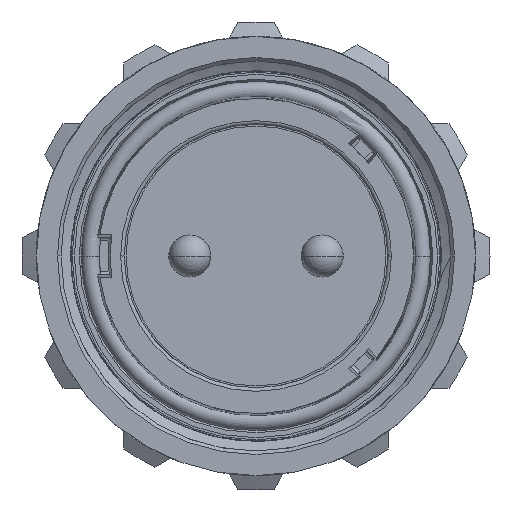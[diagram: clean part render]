
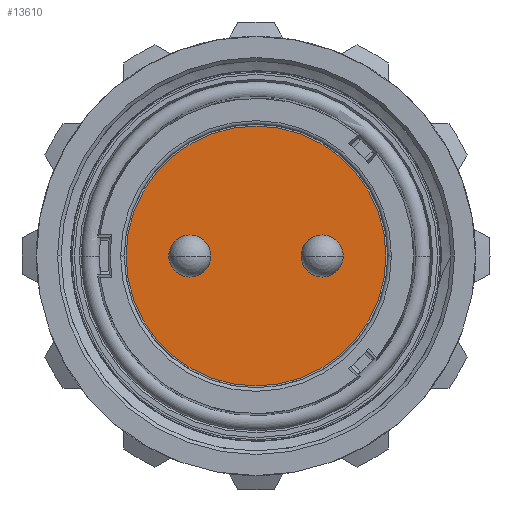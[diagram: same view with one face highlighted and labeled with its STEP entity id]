
A CAD part, left-side view. The second image highlights one B-rep face of the part: STEP entity #13610.
In plain terms, the highlighted planar face has unit normal (-1, 0, 0).
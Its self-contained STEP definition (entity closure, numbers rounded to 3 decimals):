
#6884=CARTESIAN_POINT('',(32.4,0.,0.));
#6885=DIRECTION('',(1.,0.,0.));
#6886=DIRECTION('',(0.,-1.,0.));
#6887=AXIS2_PLACEMENT_3D('',#6884,#6885,#6886);
#6889=CARTESIAN_POINT('',(32.4,0.,0.));
#6890=DIRECTION('',(1.,0.,0.));
#6891=DIRECTION('',(0.,1.,0.));
#6892=AXIS2_PLACEMENT_3D('',#6889,#6890,#6891);
#6894=CARTESIAN_POINT('',(32.4,5.5,0.));
#6895=DIRECTION('',(-1.,0.,0.));
#6896=DIRECTION('',(0.,-1.,0.));
#6897=AXIS2_PLACEMENT_3D('',#6894,#6895,#6896);
#6899=CARTESIAN_POINT('',(32.4,5.5,0.));
#6900=DIRECTION('',(-1.,0.,0.));
#6901=DIRECTION('',(0.,1.,0.));
#6902=AXIS2_PLACEMENT_3D('',#6899,#6900,#6901);
#6904=CARTESIAN_POINT('',(32.4,-5.5,0.));
#6905=DIRECTION('',(-1.,0.,0.));
#6906=DIRECTION('',(0.,-1.,0.));
#6907=AXIS2_PLACEMENT_3D('',#6904,#6905,#6906);
#6909=CARTESIAN_POINT('',(32.4,-5.5,0.));
#6910=DIRECTION('',(-1.,0.,0.));
#6911=DIRECTION('',(0.,1.,0.));
#6912=AXIS2_PLACEMENT_3D('',#6909,#6910,#6911);
#6970=CARTESIAN_POINT('',(32.4,-10.8,0.));
#6972=VERTEX_POINT('',#6970);
#6975=CARTESIAN_POINT('',(32.4,10.8,0.));
#6977=VERTEX_POINT('',#6975);
#7681=CARTESIAN_POINT('',(32.4,3.75,0.));
#7682=CARTESIAN_POINT('',(32.4,7.25,0.));
#7683=VERTEX_POINT('',#7681);
#7684=VERTEX_POINT('',#7682);
#7685=CARTESIAN_POINT('',(32.4,-7.25,0.));
#7686=CARTESIAN_POINT('',(32.4,-3.75,0.));
#7687=VERTEX_POINT('',#7685);
#7688=VERTEX_POINT('',#7686);
#13589=CARTESIAN_POINT('',(32.4,0.,0.));
#13590=DIRECTION('',(1.,0.,0.));
#13591=DIRECTION('',(0.,-1.,0.));
#13592=AXIS2_PLACEMENT_3D('',#13589,#13590,#13591);
#13593=PLANE('',#13592);
#13594=ORIENTED_EDGE('',*,*,#13583,.T.);
#13595=ORIENTED_EDGE('',*,*,#7710,.T.);
#13596=EDGE_LOOP('',(#13594,#13595));
#13597=FACE_OUTER_BOUND('',#13596,.F.);
#13599=ORIENTED_EDGE('',*,*,#13598,.T.);
#13601=ORIENTED_EDGE('',*,*,#13600,.T.);
#13602=EDGE_LOOP('',(#13599,#13601));
#13603=FACE_BOUND('',#13602,.F.);
#13605=ORIENTED_EDGE('',*,*,#13604,.T.);
#13607=ORIENTED_EDGE('',*,*,#13606,.T.);
#13608=EDGE_LOOP('',(#13605,#13607));
#13609=FACE_BOUND('',#13608,.F.);
#13610=ADVANCED_FACE('',(#13597,#13603,#13609),#13593,.F.);
#6888=CIRCLE('',#6887,10.8);
#6893=CIRCLE('',#6892,10.8);
#6898=CIRCLE('',#6897,1.75);
#6903=CIRCLE('',#6902,1.75);
#6908=CIRCLE('',#6907,1.75);
#6913=CIRCLE('',#6912,1.75);
#7710=EDGE_CURVE('',#6977,#6972,#6893,.T.);
#13583=EDGE_CURVE('',#6972,#6977,#6888,.T.);
#13598=EDGE_CURVE('',#7683,#7684,#6898,.T.);
#13600=EDGE_CURVE('',#7684,#7683,#6903,.T.);
#13604=EDGE_CURVE('',#7687,#7688,#6908,.T.);
#13606=EDGE_CURVE('',#7688,#7687,#6913,.T.);
